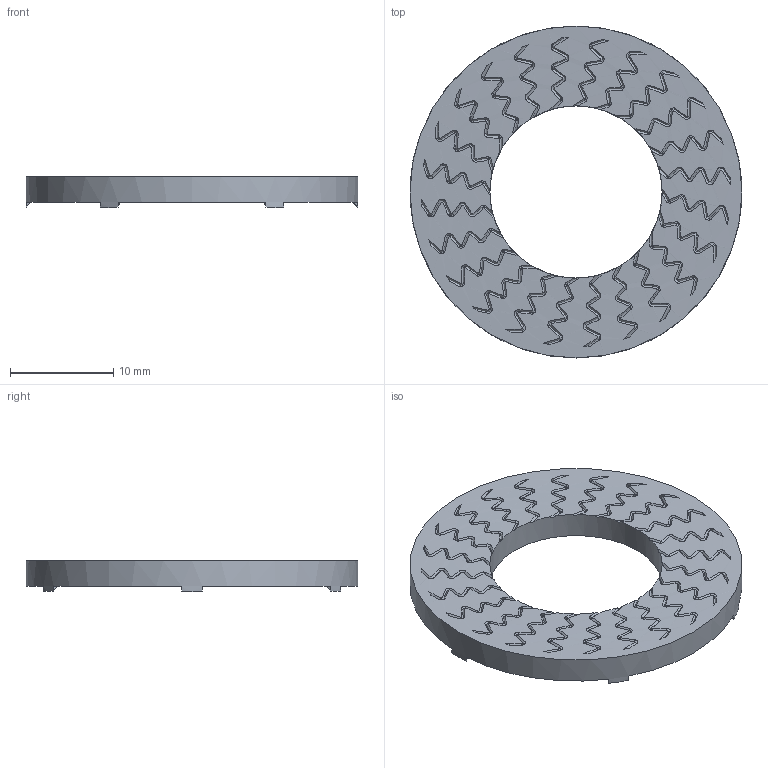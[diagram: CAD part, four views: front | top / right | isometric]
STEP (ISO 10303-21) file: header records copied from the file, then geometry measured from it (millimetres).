
FILE_DESCRIPTION(('STEP AP214'),'1');
FILE_NAME('076760_NSK K16_Edelstahl_flach.stp','2024-10-17T11:21:38',(' '),(' '),'Spatial InterOp 3D',' ',' ');
FILE_SCHEMA(('AUTOMOTIVE_DESIGN { 1 0 10303 214 1 1 1 1 }'));
Length unit declared in the file: metre
Products named in the file (1): 1729163654
Bounding box: 32.19 x 32.19 x 3.01 mm (x, y, z)
Volume: 1467.3 mm3; surface area: 1619.4 mm2
Topology: 1 solids, 1 shells, 674 faces, 2011 edges, 1340 vertices
Faces by surface type: plane 357, bspline 288, cylinder 26, torus 3
Full cylindrical faces by diameter (mm): 16.69 x1, 32.19 x1
Entity records: 34203 total; most frequent: CARTESIAN_POINT 14025, ORIENTED_EDGE 4008, EDGE_CURVE 2004, DIRECTION 1620, VERTEX_POINT 1338, B_SPLINE_CURVE_WITH_KNOTS 1320, EDGE_LOOP 682, FACE_OUTER_BOUND 679
